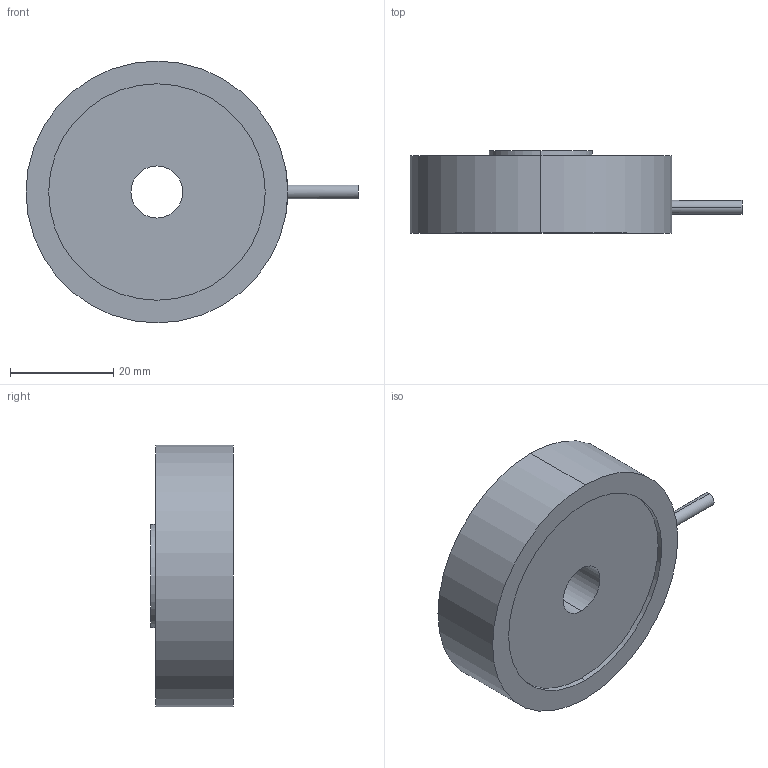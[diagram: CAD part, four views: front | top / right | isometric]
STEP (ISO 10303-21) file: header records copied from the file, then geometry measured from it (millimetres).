
FILE_DESCRIPTION (( 'STEP AP203' ), '1' );
FILE_NAME ('50kN-M10.STEP', '2025-10-03T22:46:15', ( '' ), ( '' ), 'SwSTEP 2.0', 'SolidWorks 2024', '' );
FILE_SCHEMA (( 'CONFIG_CONTROL_DESIGN' ));
Length unit declared in the file: millimetre
Products named in the file (1): 50kN-M10
Bounding box: 64.4 x 16 x 50.8 mm (x, y, z)
Volume: 26024.5 mm3; surface area: 7250.6 mm2
Topology: 1 solids, 1 shells, 23 faces, 46 edges, 28 vertices
Faces by surface type: cylinder 10, plane 5, torus 4, cone 4
Entity records: 729 total; most frequent: CARTESIAN_POINT 144, DIRECTION 122, ORIENTED_EDGE 92, AXIS2_PLACEMENT_3D 54, EDGE_CURVE 46, CIRCLE 30, EDGE_LOOP 28, VERTEX_POINT 28
